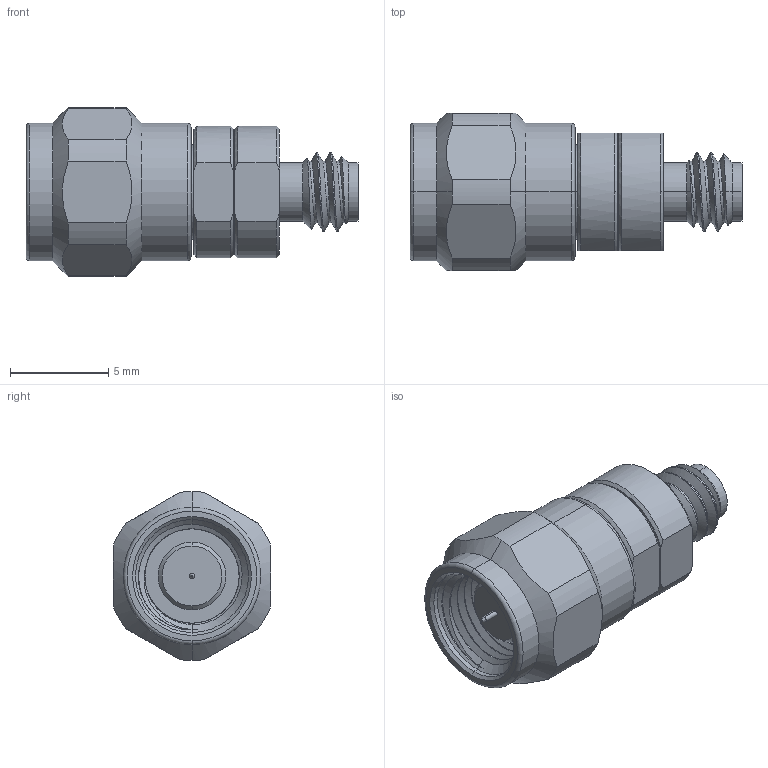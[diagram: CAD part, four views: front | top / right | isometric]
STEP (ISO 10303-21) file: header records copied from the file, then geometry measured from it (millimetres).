
FILE_DESCRIPTION (( 'STEP AP214' ), '1' );
FILE_NAME ('FMAD10011_3D.step', '2024-06-18T16:17:16', ( '' ), ( '' ), 'SwSTEP 2.0', 'SolidWorks 2022', '' );
FILE_SCHEMA (( 'AUTOMOTIVE_DESIGN' ));
Length unit declared in the file: millimetre
Products named in the file (1): FMAD10011_3D
Bounding box: 16.9 x 8 x 8.6 mm (x, y, z)
Volume: 479.9 mm3; surface area: 674.8 mm2
Topology: 1 solids, 1 shells, 162 faces, 408 edges, 263 vertices
Faces by surface type: cylinder 78, cone 41, plane 35, torus 4, bspline 4
Entity records: 7775 total; most frequent: CARTESIAN_POINT 4002, ORIENTED_EDGE 816, DIRECTION 729, EDGE_CURVE 408, AXIS2_PLACEMENT_3D 296, VERTEX_POINT 263, EDGE_LOOP 177, FACE_OUTER_BOUND 162
